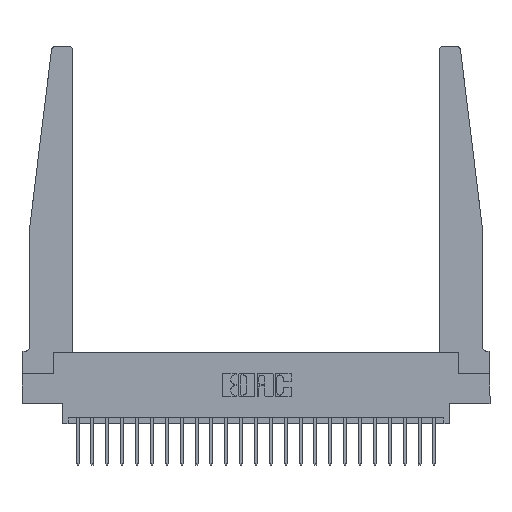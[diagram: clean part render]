
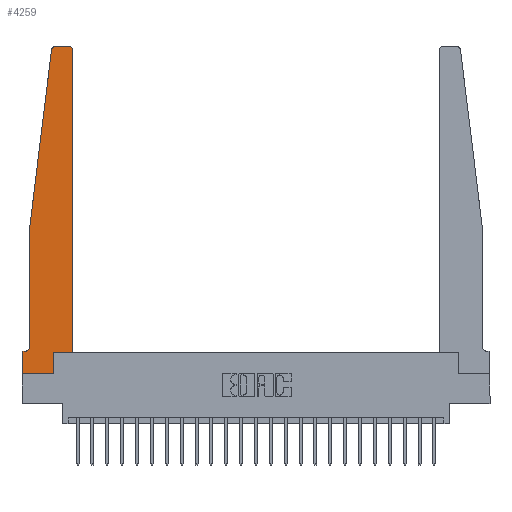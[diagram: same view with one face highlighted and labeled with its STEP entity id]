
A CAD part, top view. The second image highlights one B-rep face of the part: STEP entity #4259.
In plain terms, the highlighted planar face has unit normal (0, 0, 1).
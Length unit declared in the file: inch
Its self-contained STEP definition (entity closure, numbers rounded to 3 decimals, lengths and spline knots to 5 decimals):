
#542 = EDGE_CURVE ( 'NONE', #15320, #18617, #16848, .T. ) ;
#753 = VECTOR ( 'NONE', #5326, 39.37008 ) ;
#765 = VECTOR ( 'NONE', #7123, 39.37008 ) ;
#897 = CARTESIAN_POINT ( 'NONE',  ( 0.395, 2.75, 0.37 ) ) ;
#1101 = EDGE_CURVE ( 'NONE', #14162, #20883, #2129, .T. ) ;
#1186 = AXIS2_PLACEMENT_3D ( 'NONE', #13847, #23539, #21465 ) ;
#1557 = ORIENTED_EDGE ( 'NONE', *, *, #12150, .T. ) ;
#2129 = LINE ( 'NONE', #10997, #11030 ) ;
#2160 = VERTEX_POINT ( 'NONE', #14942 ) ;
#2374 = CARTESIAN_POINT ( 'NONE',  ( 0.065, 1.25, 0.37 ) ) ;
#2505 = ORIENTED_EDGE ( 'NONE', *, *, #1101, .T. ) ;
#2509 = AXIS2_PLACEMENT_3D ( 'NONE', #2521, #2632, #15513 ) ;
#2521 = CARTESIAN_POINT ( 'NONE',  ( 0., 0.1875, 0.37 ) ) ;
#2632 = DIRECTION ( 'NONE',  ( 0., 0., 1. ) ) ;
#2731 = DIRECTION ( 'NONE',  ( -1., 0., 0. ) ) ;
#2983 = ORIENTED_EDGE ( 'NONE', *, *, #5077, .T. ) ;
#3483 = VERTEX_POINT ( 'NONE', #14338 ) ;
#3747 = DIRECTION ( 'NONE',  ( 1., 0., 0. ) ) ;
#3930 = VERTEX_POINT ( 'NONE', #22426 ) ;
#4259 = ADVANCED_FACE ( 'NONE', ( #8116 ), #21304, .T. ) ;
#4500 = EDGE_CURVE ( 'NONE', #20883, #19086, #12559, .T. ) ;
#4638 = EDGE_CURVE ( 'NONE', #19086, #3483, #16161, .T. ) ;
#4807 = CARTESIAN_POINT ( 'NONE',  ( 0., 0., 0.37 ) ) ;
#4820 = VECTOR ( 'NONE', #20705, 39.37008 ) ;
#4844 = EDGE_LOOP ( 'NONE', ( #10376, #1557, #9464, #2505, #6469, #13721, #8514, #16594, #9632, #2983, #19132, #18522 ) ) ;
#5066 = VECTOR ( 'NONE', #23129, 39.37008 ) ;
#5077 = EDGE_CURVE ( 'NONE', #2160, #15320, #19541, .T. ) ;
#5299 = CARTESIAN_POINT ( 'NONE',  ( 0.015, 0.1875, 0.37 ) ) ;
#5326 = DIRECTION ( 'NONE',  ( -0.122, -0.992, 0. ) ) ;
#6415 = CARTESIAN_POINT ( 'NONE',  ( 0.425, 2.72, 0.37 ) ) ;
#6469 = ORIENTED_EDGE ( 'NONE', *, *, #4500, .T. ) ;
#6716 = CARTESIAN_POINT ( 'NONE',  ( 0.065, 0.1875, 0.37 ) ) ;
#7123 = DIRECTION ( 'NONE',  ( 0., -1., 0. ) ) ;
#7681 = CARTESIAN_POINT ( 'NONE',  ( 0.065, 0.2375, 0.37 ) ) ;
#7893 = DIRECTION ( 'NONE',  ( 0., 0., 1. ) ) ;
#8116 = FACE_OUTER_BOUND ( 'NONE', #4844, .T. ) ;
#8413 = DIRECTION ( 'NONE',  ( -1., 0., 0. ) ) ;
#8453 = LINE ( 'NONE', #21285, #15169 ) ;
#8514 = ORIENTED_EDGE ( 'NONE', *, *, #22699, .T. ) ;
#8615 = CARTESIAN_POINT ( 'NONE',  ( 0.065, 1.25, 0.37 ) ) ;
#8701 = AXIS2_PLACEMENT_3D ( 'NONE', #13049, #9441, #18658 ) ;
#9441 = DIRECTION ( 'NONE',  ( 0., 0., -1. ) ) ;
#9464 = ORIENTED_EDGE ( 'NONE', *, *, #10324, .T. ) ;
#9632 = ORIENTED_EDGE ( 'NONE', *, *, #11897, .T. ) ;
#9711 = CARTESIAN_POINT ( 'NONE',  ( 0.27653, 2.72, 0.37 ) ) ;
#9989 = VERTEX_POINT ( 'NONE', #20621 ) ;
#10324 = EDGE_CURVE ( 'NONE', #9989, #14162, #21936, .T. ) ;
#10376 = ORIENTED_EDGE ( 'NONE', *, *, #14180, .T. ) ;
#10997 = CARTESIAN_POINT ( 'NONE',  ( 0.065, 1.25, 0.37 ) ) ;
#11030 = VECTOR ( 'NONE', #20674, 39.37008 ) ;
#11657 = CIRCLE ( 'NONE', #1186, 0.03 ) ;
#11897 = EDGE_CURVE ( 'NONE', #3930, #2160, #17034, .T. ) ;
#12150 = EDGE_CURVE ( 'NONE', #13613, #9989, #14765, .T. ) ;
#12559 = CIRCLE ( 'NONE', #8701, 0.05 ) ;
#13049 = CARTESIAN_POINT ( 'NONE',  ( 0.015, 0.2375, 0.37 ) ) ;
#13328 = CARTESIAN_POINT ( 'NONE',  ( 0.425, 0.18, 0.37 ) ) ;
#13613 = VERTEX_POINT ( 'NONE', #19306 ) ;
#13721 = ORIENTED_EDGE ( 'NONE', *, *, #4638, .T. ) ;
#13843 = EDGE_CURVE ( 'NONE', #18617, #15509, #11657, .T. ) ;
#13847 = CARTESIAN_POINT ( 'NONE',  ( 0.395, 2.72, 0.37 ) ) ;
#14097 = EDGE_CURVE ( 'NONE', #15793, #3930, #23246, .T. ) ;
#14162 = VERTEX_POINT ( 'NONE', #2374 ) ;
#14180 = EDGE_CURVE ( 'NONE', #15509, #13613, #8453, .T. ) ;
#14338 = CARTESIAN_POINT ( 'NONE',  ( 0., 0.1875, 0.37 ) ) ;
#14765 = CIRCLE ( 'NONE', #15544, 0.03 ) ;
#14942 = CARTESIAN_POINT ( 'NONE',  ( 0.2605, 0.18, 0.37 ) ) ;
#15169 = VECTOR ( 'NONE', #2731, 39.37008 ) ;
#15320 = VERTEX_POINT ( 'NONE', #21277 ) ;
#15321 = CARTESIAN_POINT ( 'NONE',  ( 0., 0., 0.37 ) ) ;
#15509 = VERTEX_POINT ( 'NONE', #897 ) ;
#15513 = DIRECTION ( 'NONE',  ( 1., 0., 0. ) ) ;
#15544 = AXIS2_PLACEMENT_3D ( 'NONE', #9711, #7893, #3747 ) ;
#15793 = VERTEX_POINT ( 'NONE', #15321 ) ;
#16128 = CARTESIAN_POINT ( 'NONE',  ( 0.425, 0.18, 0.37 ) ) ;
#16161 = LINE ( 'NONE', #6716, #21472 ) ;
#16594 = ORIENTED_EDGE ( 'NONE', *, *, #14097, .T. ) ;
#16848 = LINE ( 'NONE', #13328, #4820 ) ;
#17034 = LINE ( 'NONE', #19422, #20170 ) ;
#17741 = DIRECTION ( 'NONE',  ( 0., 1., 0. ) ) ;
#18522 = ORIENTED_EDGE ( 'NONE', *, *, #13843, .T. ) ;
#18617 = VERTEX_POINT ( 'NONE', #6415 ) ;
#18658 = DIRECTION ( 'NONE',  ( -1., 0., 0. ) ) ;
#19004 = VECTOR ( 'NONE', #19766, 39.37008 ) ;
#19086 = VERTEX_POINT ( 'NONE', #5299 ) ;
#19132 = ORIENTED_EDGE ( 'NONE', *, *, #542, .T. ) ;
#19306 = CARTESIAN_POINT ( 'NONE',  ( 0.27653, 2.75, 0.37 ) ) ;
#19422 = CARTESIAN_POINT ( 'NONE',  ( 0.2605, 0.18, 0.37 ) ) ;
#19541 = LINE ( 'NONE', #16128, #19004 ) ;
#19766 = DIRECTION ( 'NONE',  ( 1., 0., 0. ) ) ;
#20170 = VECTOR ( 'NONE', #17741, 39.37008 ) ;
#20320 = LINE ( 'NONE', #22024, #765 ) ;
#20621 = CARTESIAN_POINT ( 'NONE',  ( 0.24675, 2.72367, 0.37 ) ) ;
#20674 = DIRECTION ( 'NONE',  ( 0., -1., 0. ) ) ;
#20705 = DIRECTION ( 'NONE',  ( 0., 1., 0. ) ) ;
#20883 = VERTEX_POINT ( 'NONE', #7681 ) ;
#21277 = CARTESIAN_POINT ( 'NONE',  ( 0.425, 0.18, 0.37 ) ) ;
#21285 = CARTESIAN_POINT ( 'NONE',  ( 0.25, 2.75, 0.37 ) ) ;
#21304 = PLANE ( 'NONE',  #2509 ) ;
#21465 = DIRECTION ( 'NONE',  ( 1., 0., 0. ) ) ;
#21472 = VECTOR ( 'NONE', #8413, 39.37008 ) ;
#21936 = LINE ( 'NONE', #8615, #753 ) ;
#22024 = CARTESIAN_POINT ( 'NONE',  ( 0., 0., 0.37 ) ) ;
#22426 = CARTESIAN_POINT ( 'NONE',  ( 0.2605, 0., 0.37 ) ) ;
#22699 = EDGE_CURVE ( 'NONE', #3483, #15793, #20320, .T. ) ;
#23129 = DIRECTION ( 'NONE',  ( 1., 0., 0. ) ) ;
#23246 = LINE ( 'NONE', #4807, #5066 ) ;
#23539 = DIRECTION ( 'NONE',  ( 0., 0., 1. ) ) ;
